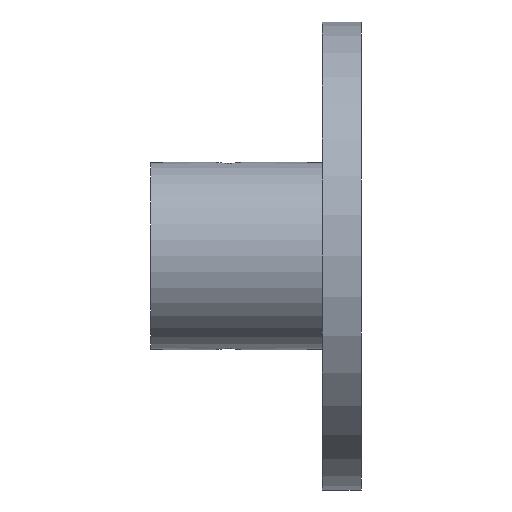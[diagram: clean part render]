
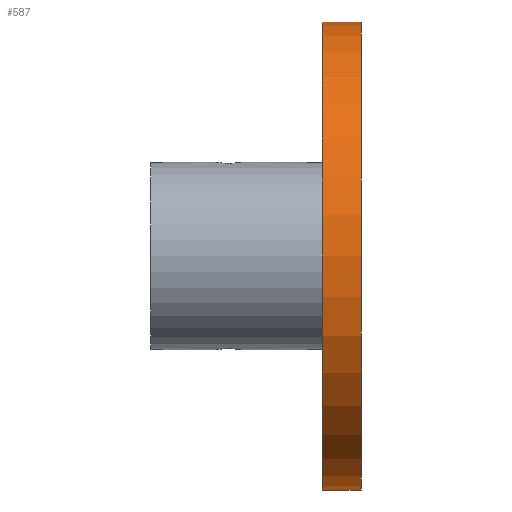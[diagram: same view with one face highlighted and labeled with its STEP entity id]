
A CAD part, left-side view. The second image highlights one B-rep face of the part: STEP entity #587.
In plain terms, the highlighted cylindrical face has radius 30 mm (diameter 60 mm), a partial arc.
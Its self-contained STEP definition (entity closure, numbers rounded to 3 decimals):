
#25 = ORIENTED_EDGE ( 'NONE', *, *, #1144, .T. ) ;
#43 = CARTESIAN_POINT ( 'NONE',  ( 69.487, 5., -47.117 ) ) ;
#77 = DIRECTION ( 'NONE',  ( 0., -1., 0. ) ) ;
#112 = LINE ( 'NONE', #518, #331 ) ;
#121 = CYLINDRICAL_SURFACE ( 'NONE', #774, 30. ) ;
#180 = DIRECTION ( 'NONE',  ( 0., 0., 1. ) ) ;
#191 = ORIENTED_EDGE ( 'NONE', *, *, #995, .T. ) ;
#202 = VECTOR ( 'NONE', #77, 1000. ) ;
#231 = DIRECTION ( 'NONE',  ( 0., -1., 0. ) ) ;
#258 = DIRECTION ( 'NONE',  ( 0., 0., 1. ) ) ;
#306 = EDGE_LOOP ( 'NONE', ( #517, #930, #191, #25 ) ) ;
#331 = VECTOR ( 'NONE', #231, 1000. ) ;
#450 = CARTESIAN_POINT ( 'NONE',  ( 69.487, 5., -47.117 ) ) ;
#462 = AXIS2_PLACEMENT_3D ( 'NONE', #450, #1004, #258 ) ;
#485 = EDGE_CURVE ( 'NONE', #1160, #516, #1006, .T. ) ;
#505 = EDGE_CURVE ( 'NONE', #752, #1160, #886, .T. ) ;
#516 = VERTEX_POINT ( 'NONE', #729 ) ;
#517 = ORIENTED_EDGE ( 'NONE', *, *, #485, .F. ) ;
#518 = CARTESIAN_POINT ( 'NONE',  ( 69.487, 5., -77.117 ) ) ;
#587 = ADVANCED_FACE ( 'NONE', ( #1107 ), #121, .T. ) ;
#663 = AXIS2_PLACEMENT_3D ( 'NONE', #738, #833, #180 ) ;
#675 = DIRECTION ( 'NONE',  ( 0., -1., 0. ) ) ;
#696 = DIRECTION ( 'NONE',  ( 0., 0., -1. ) ) ;
#729 = CARTESIAN_POINT ( 'NONE',  ( 69.487, 0., -17.117 ) ) ;
#738 = CARTESIAN_POINT ( 'NONE',  ( 69.487, 0., -47.117 ) ) ;
#742 = CARTESIAN_POINT ( 'NONE',  ( 69.487, 0., -77.117 ) ) ;
#747 = CARTESIAN_POINT ( 'NONE',  ( 69.487, 5., -17.117 ) ) ;
#752 = VERTEX_POINT ( 'NONE', #1198 ) ;
#774 = AXIS2_PLACEMENT_3D ( 'NONE', #43, #675, #696 ) ;
#833 = DIRECTION ( 'NONE',  ( 0., 1., 0. ) ) ;
#886 = CIRCLE ( 'NONE', #462, 30. ) ;
#930 = ORIENTED_EDGE ( 'NONE', *, *, #505, .F. ) ;
#968 = CARTESIAN_POINT ( 'NONE',  ( 69.487, 5., -17.117 ) ) ;
#995 = EDGE_CURVE ( 'NONE', #752, #1174, #112, .T. ) ;
#1004 = DIRECTION ( 'NONE',  ( 0., 1., 0. ) ) ;
#1006 = LINE ( 'NONE', #747, #202 ) ;
#1107 = FACE_OUTER_BOUND ( 'NONE', #306, .T. ) ;
#1144 = EDGE_CURVE ( 'NONE', #1174, #516, #1162, .T. ) ;
#1160 = VERTEX_POINT ( 'NONE', #968 ) ;
#1162 = CIRCLE ( 'NONE', #663, 30. ) ;
#1174 = VERTEX_POINT ( 'NONE', #742 ) ;
#1198 = CARTESIAN_POINT ( 'NONE',  ( 69.487, 5., -77.117 ) ) ;
